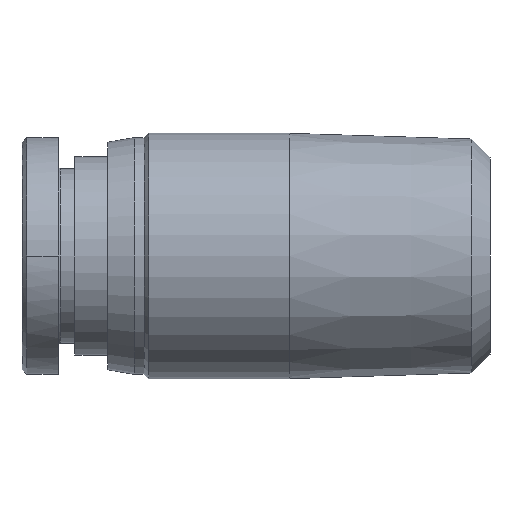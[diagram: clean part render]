
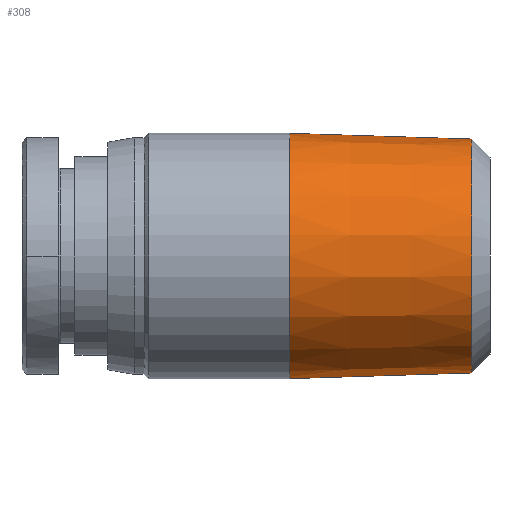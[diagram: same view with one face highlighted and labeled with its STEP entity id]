
A CAD part, left-side view. The second image highlights one B-rep face of the part: STEP entity #308.
In plain terms, the highlighted conical face has half-angle 1.791 degrees and reference radius 6.562 mm.
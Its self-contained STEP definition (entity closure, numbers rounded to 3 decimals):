
#267=CARTESIAN_POINT('',(0.0,-13.0,0.0));
#268=DIRECTION('',(0.0,1.0,0.0));
#269=DIRECTION('',(-1.0,0.0,0.0));
#270=AXIS2_PLACEMENT_3D('',#267,#268,#269);
#271=CONICAL_SURFACE('',#270,6.563,1.791);
#272=CARTESIAN_POINT('',(-6.422,-17.5,0.));
#273=VERTEX_POINT('',#272);
#274=CARTESIAN_POINT('',(-6.734,-7.5,0.0));
#275=VERTEX_POINT('',#274);
#276=CARTESIAN_POINT('',(-6.422,-17.5,0.));
#277=DIRECTION('',(-0.031,1.,0.));
#278=VECTOR('',#277,10.005);
#279=LINE('',#276,#278);
#280=EDGE_CURVE('',#273,#275,#279,.T.);
#281=ORIENTED_EDGE('',*,*,#280,.F.);
#282=CARTESIAN_POINT('',(6.422,-17.5,0.));
#283=VERTEX_POINT('',#282);
#284=CARTESIAN_POINT('',(0.0,-17.5,0.));
#285=DIRECTION('',(0.0,-1.0,0.0));
#286=DIRECTION('',(1.0,0.0,0.0));
#287=AXIS2_PLACEMENT_3D('',#284,#285,#286);
#288=CIRCLE('',#287,6.422);
#289=EDGE_CURVE('',#283,#273,#288,.T.);
#290=ORIENTED_EDGE('',*,*,#289,.F.);
#291=CARTESIAN_POINT('',(6.734,-7.5,0.));
#292=VERTEX_POINT('',#291);
#293=CARTESIAN_POINT('',(6.734,-7.5,0.));
#294=DIRECTION('',(-0.031,-1.,0.));
#295=VECTOR('',#294,10.005);
#296=LINE('',#293,#295);
#297=EDGE_CURVE('',#292,#283,#296,.T.);
#298=ORIENTED_EDGE('',*,*,#297,.F.);
#299=CARTESIAN_POINT('',(0.0,-7.5,0.0));
#300=DIRECTION('',(0.0,1.0,0.0));
#301=DIRECTION('',(-1.0,0.0,0.0));
#302=AXIS2_PLACEMENT_3D('',#299,#300,#301);
#303=CIRCLE('',#302,6.734);
#304=EDGE_CURVE('',#275,#292,#303,.T.);
#305=ORIENTED_EDGE('',*,*,#304,.F.);
#306=EDGE_LOOP('',(#281,#290,#298,#305));
#307=FACE_OUTER_BOUND('',#306,.T.);
#308=ADVANCED_FACE('',(#307),#271,.T.);
